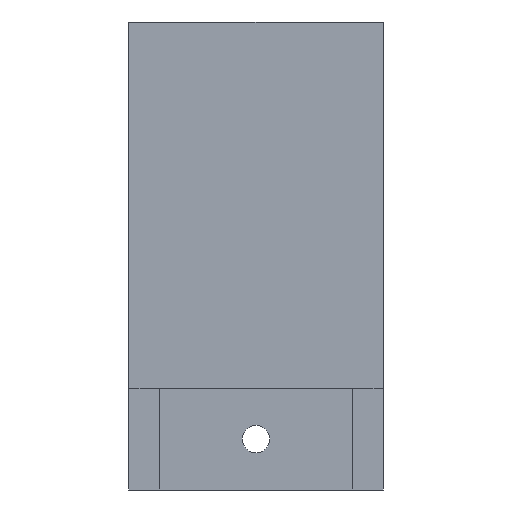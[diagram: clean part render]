
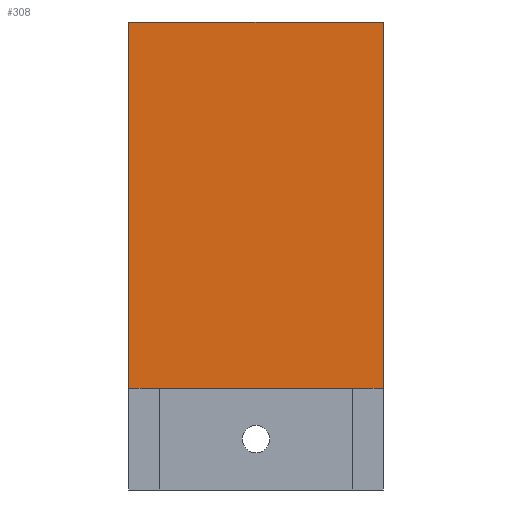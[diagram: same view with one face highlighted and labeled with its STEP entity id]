
A CAD part, front view. The second image highlights one B-rep face of the part: STEP entity #308.
In plain terms, the highlighted planar face has unit normal (0, -1, 0).
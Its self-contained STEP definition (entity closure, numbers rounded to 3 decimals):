
#21=PLANE('',#340);
#36=FACE_OUTER_BOUND('',#53,.T.);
#53=EDGE_LOOP('',(#232,#233,#234,#235));
#77=LINE('',#460,#115);
#78=LINE('',#462,#116);
#79=LINE('',#464,#117);
#80=LINE('',#465,#118);
#115=VECTOR('',#377,10.);
#116=VECTOR('',#378,10.);
#117=VECTOR('',#379,10.);
#118=VECTOR('',#380,10.);
#157=VERTEX_POINT('',#458);
#158=VERTEX_POINT('',#459);
#159=VERTEX_POINT('',#461);
#160=VERTEX_POINT('',#463);
#187=EDGE_CURVE('',#157,#158,#77,.T.);
#188=EDGE_CURVE('',#157,#159,#78,.T.);
#189=EDGE_CURVE('',#160,#159,#79,.T.);
#190=EDGE_CURVE('',#158,#160,#80,.T.);
#232=ORIENTED_EDGE('',*,*,#187,.F.);
#233=ORIENTED_EDGE('',*,*,#188,.T.);
#234=ORIENTED_EDGE('',*,*,#189,.F.);
#235=ORIENTED_EDGE('',*,*,#190,.F.);
#308=ADVANCED_FACE('',(#36),#21,.T.);
#340=AXIS2_PLACEMENT_3D('',#457,#375,#376);
#375=DIRECTION('center_axis',(0.,-1.,0.));
#376=DIRECTION('ref_axis',(1.,0.,0.));
#377=DIRECTION('',(-1.,0.,0.));
#378=DIRECTION('',(0.,0.,1.));
#379=DIRECTION('',(1.,0.,0.));
#380=DIRECTION('',(0.,0.,1.));
#457=CARTESIAN_POINT('Origin',(-3.,10.,10.));
#458=CARTESIAN_POINT('',(22.,10.,10.));
#459=CARTESIAN_POINT('',(-3.,10.,10.));
#460=CARTESIAN_POINT('',(-1.5,10.,10.));
#461=CARTESIAN_POINT('',(22.,10.,46.));
#462=CARTESIAN_POINT('',(22.,10.,10.));
#463=CARTESIAN_POINT('',(-3.,10.,46.));
#464=CARTESIAN_POINT('',(22.,10.,46.));
#465=CARTESIAN_POINT('',(-3.,10.,10.));
